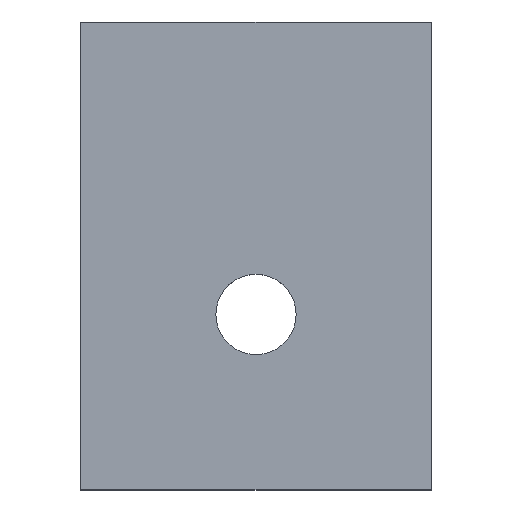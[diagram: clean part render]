
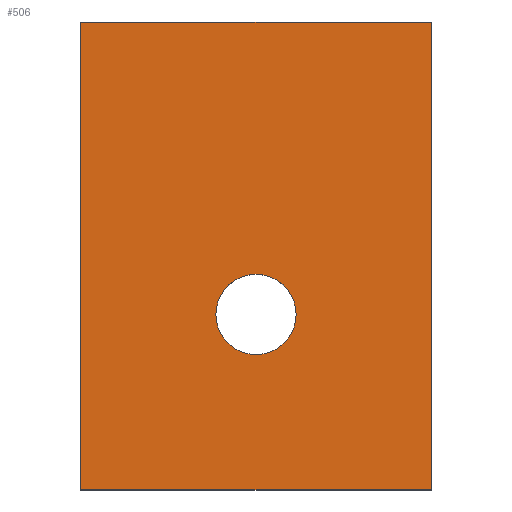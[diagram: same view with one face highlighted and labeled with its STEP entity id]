
A CAD part, top view. The second image highlights one B-rep face of the part: STEP entity #506.
In plain terms, the highlighted planar face has unit normal (0, 0, 1).
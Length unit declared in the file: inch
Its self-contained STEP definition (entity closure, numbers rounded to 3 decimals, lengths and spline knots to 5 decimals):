
#308=CARTESIAN_POINT('',(0.,0.5785,0.25));
#309=VERTEX_POINT('',#308);
#325=CARTESIAN_POINT('',(0.0,0.9215,0.25));
#326=VERTEX_POINT('',#325);
#333=CARTESIAN_POINT('',(0.0,0.75,0.25));
#334=DIRECTION('',(0.0,0.0,-1.0));
#335=DIRECTION('',(0.0,-1.0,0.0));
#336=AXIS2_PLACEMENT_3D('',#333,#334,#335);
#337=CIRCLE('',#336,0.1715);
#338=EDGE_CURVE('',#309,#326,#337,.T.);
#349=CARTESIAN_POINT('',(0.0,0.75,0.25));
#350=DIRECTION('',(0.0,0.0,-1.0));
#351=DIRECTION('',(0.0,-1.0,0.0));
#352=AXIS2_PLACEMENT_3D('',#349,#350,#351);
#353=CIRCLE('',#352,0.1715);
#354=EDGE_CURVE('',#326,#309,#353,.T.);
#372=CARTESIAN_POINT('',(0.75,0.0,0.25));
#373=VERTEX_POINT('',#372);
#374=CARTESIAN_POINT('',(-0.75,0.0,0.25));
#375=VERTEX_POINT('',#374);
#376=CARTESIAN_POINT('',(0.75,0.0,0.25));
#377=DIRECTION('',(-1.0,0.0,0.0));
#378=VECTOR('',#377,1.5);
#379=LINE('',#376,#378);
#380=EDGE_CURVE('',#373,#375,#379,.T.);
#412=CARTESIAN_POINT('',(-0.75,2.0,0.25));
#413=VERTEX_POINT('',#412);
#414=CARTESIAN_POINT('',(-0.75,0.0,0.25));
#415=DIRECTION('',(0.0,1.0,0.0));
#416=VECTOR('',#415,2.0);
#417=LINE('',#414,#416);
#418=EDGE_CURVE('',#375,#413,#417,.T.);
#443=CARTESIAN_POINT('',(0.75,2.0,0.25));
#444=VERTEX_POINT('',#443);
#445=CARTESIAN_POINT('',(-0.75,2.0,0.25));
#446=DIRECTION('',(1.0,0.0,0.0));
#447=VECTOR('',#446,1.5);
#448=LINE('',#445,#447);
#449=EDGE_CURVE('',#413,#444,#448,.T.);
#474=CARTESIAN_POINT('',(0.75,2.0,0.25));
#475=DIRECTION('',(0.0,-1.0,0.0));
#476=VECTOR('',#475,2.0);
#477=LINE('',#474,#476);
#478=EDGE_CURVE('',#444,#373,#477,.T.);
#491=CARTESIAN_POINT('',(0.0,1.,0.25));
#492=DIRECTION('',(0.0,0.0,-1.0));
#493=DIRECTION('',(1.0,0.0,0.0));
#494=AXIS2_PLACEMENT_3D('',#491,#492,#493);
#495=PLANE('',#494);
#496=ORIENTED_EDGE('',*,*,#380,.F.);
#497=ORIENTED_EDGE('',*,*,#478,.F.);
#498=ORIENTED_EDGE('',*,*,#449,.F.);
#499=ORIENTED_EDGE('',*,*,#418,.F.);
#500=EDGE_LOOP('',(#496,#497,#498,#499));
#501=FACE_OUTER_BOUND('',#500,.T.);
#502=ORIENTED_EDGE('',*,*,#354,.T.);
#503=ORIENTED_EDGE('',*,*,#338,.T.);
#504=EDGE_LOOP('',(#502,#503));
#505=FACE_BOUND('',#504,.T.);
#506=ADVANCED_FACE('',(#501,#505),#495,.F.);
